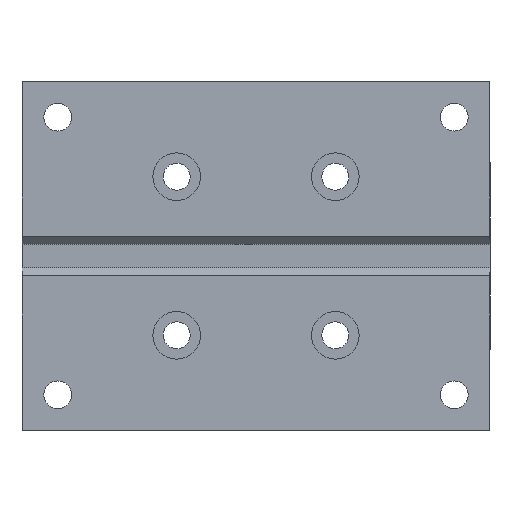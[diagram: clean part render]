
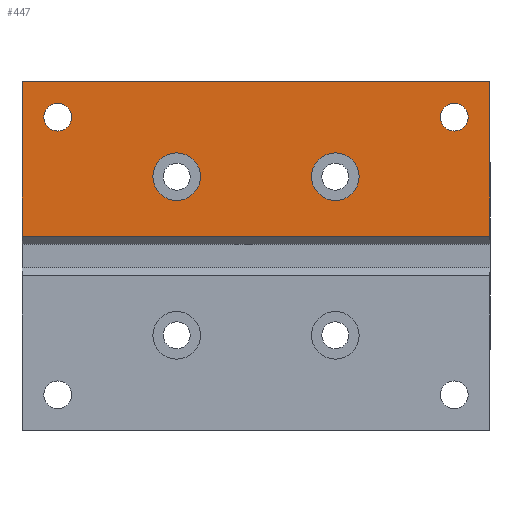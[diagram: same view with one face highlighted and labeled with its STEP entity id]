
A CAD part, left-side view. The second image highlights one B-rep face of the part: STEP entity #447.
In plain terms, the highlighted planar face has unit normal (-1, 0, 0).
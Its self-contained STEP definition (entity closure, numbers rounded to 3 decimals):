
#8 = CIRCLE ( 'NONE', #2701, 3. ) ;
#14 = AXIS2_PLACEMENT_3D ( 'NONE', #2133, #3528, #935 ) ;
#49 = DIRECTION ( 'NONE',  ( 0., 0., -1. ) ) ;
#52 = EDGE_CURVE ( 'NONE', #3325, #1675, #61, .T. ) ;
#61 = LINE ( 'NONE', #1829, #2236 ) ;
#63 = CARTESIAN_POINT ( 'NONE',  ( 0., 39.5, -12. ) ) ;
#100 = DIRECTION ( 'NONE',  ( 0., 0., 1. ) ) ;
#130 = CIRCLE ( 'NONE', #3466, 1.75 ) ;
#157 = EDGE_CURVE ( 'NONE', #3157, #2529, #1997, .T. ) ;
#181 = DIRECTION ( 'NONE',  ( 0., 0., -1. ) ) ;
#207 = DIRECTION ( 'NONE',  ( 0., 0., -1. ) ) ;
#233 = AXIS2_PLACEMENT_3D ( 'NONE', #2390, #2627, #3255 ) ;
#243 = EDGE_LOOP ( 'NONE', ( #3081, #277 ) ) ;
#277 = ORIENTED_EDGE ( 'NONE', *, *, #1047, .T. ) ;
#293 = AXIS2_PLACEMENT_3D ( 'NONE', #2780, #3326, #207 ) ;
#318 = CARTESIAN_POINT ( 'NONE',  ( 0., 59., 0. ) ) ;
#331 = CARTESIAN_POINT ( 'NONE',  ( 0., 54.5, -4.5 ) ) ;
#347 = FACE_BOUND ( 'NONE', #1669, .T. ) ;
#447 = ADVANCED_FACE ( 'NONE', ( #1176, #892, #2029, #628, #347 ), #1497, .F. ) ;
#453 = EDGE_CURVE ( 'NONE', #1398, #3234, #1691, .T. ) ;
#456 = CARTESIAN_POINT ( 'NONE',  ( 0., 39.5, -15. ) ) ;
#548 = VECTOR ( 'NONE', #181, 1000. ) ;
#609 = EDGE_CURVE ( 'NONE', #2844, #3325, #1954, .T. ) ;
#628 = FACE_OUTER_BOUND ( 'NONE', #3197, .T. ) ;
#653 = CARTESIAN_POINT ( 'NONE',  ( 0., 0., 0. ) ) ;
#717 = ORIENTED_EDGE ( 'NONE', *, *, #2096, .T. ) ;
#719 = VECTOR ( 'NONE', #3535, 1000. ) ;
#788 = VERTEX_POINT ( 'NONE', #2617 ) ;
#874 = CARTESIAN_POINT ( 'NONE',  ( 0., 54.5, -6.25 ) ) ;
#892 = FACE_BOUND ( 'NONE', #243, .T. ) ;
#935 = DIRECTION ( 'NONE',  ( 0., 0., -1. ) ) ;
#954 = DIRECTION ( 'NONE',  ( 0., 0., 1. ) ) ;
#986 = CARTESIAN_POINT ( 'NONE',  ( 0., 54.5, -4.5 ) ) ;
#1010 = DIRECTION ( 'NONE',  ( 0., 0., -1. ) ) ;
#1013 = DIRECTION ( 'NONE',  ( -1., 0., 0. ) ) ;
#1039 = CARTESIAN_POINT ( 'NONE',  ( 0., 0., 0. ) ) ;
#1047 = EDGE_CURVE ( 'NONE', #3678, #788, #3524, .T. ) ;
#1176 = FACE_BOUND ( 'NONE', #3627, .T. ) ;
#1210 = DIRECTION ( 'NONE',  ( -1., 0., 0. ) ) ;
#1218 = AXIS2_PLACEMENT_3D ( 'NONE', #1310, #1013, #954 ) ;
#1248 = DIRECTION ( 'NONE',  ( 1., 0., 0. ) ) ;
#1249 = LINE ( 'NONE', #1565, #1622 ) ;
#1283 = CARTESIAN_POINT ( 'NONE',  ( 0., 19.5, -15. ) ) ;
#1288 = EDGE_CURVE ( 'NONE', #788, #3678, #2511, .T. ) ;
#1289 = EDGE_CURVE ( 'NONE', #3234, #1398, #2458, .T. ) ;
#1310 = CARTESIAN_POINT ( 'NONE',  ( 0., 39.5, -12. ) ) ;
#1317 = EDGE_CURVE ( 'NONE', #2214, #1675, #1249, .T. ) ;
#1375 = ORIENTED_EDGE ( 'NONE', *, *, #1720, .T. ) ;
#1398 = VERTEX_POINT ( 'NONE', #456 ) ;
#1416 = ORIENTED_EDGE ( 'NONE', *, *, #453, .F. ) ;
#1467 = ORIENTED_EDGE ( 'NONE', *, *, #52, .T. ) ;
#1479 = CARTESIAN_POINT ( 'NONE',  ( 0., 19.5, -12. ) ) ;
#1497 = PLANE ( 'NONE',  #14 ) ;
#1565 = CARTESIAN_POINT ( 'NONE',  ( 0., 0., 0. ) ) ;
#1581 = ORIENTED_EDGE ( 'NONE', *, *, #1317, .F. ) ;
#1622 = VECTOR ( 'NONE', #2373, 1000. ) ;
#1669 = EDGE_LOOP ( 'NONE', ( #2423, #717 ) ) ;
#1675 = VERTEX_POINT ( 'NONE', #2609 ) ;
#1691 = CIRCLE ( 'NONE', #1218, 3. ) ;
#1720 = EDGE_CURVE ( 'NONE', #2214, #2844, #2403, .T. ) ;
#1829 = CARTESIAN_POINT ( 'NONE',  ( 0., 0., -19.5 ) ) ;
#1844 = EDGE_LOOP ( 'NONE', ( #1946, #2269 ) ) ;
#1884 = EDGE_CURVE ( 'NONE', #2692, #3637, #8, .T. ) ;
#1944 = CARTESIAN_POINT ( 'NONE',  ( 0., 19.5, -12. ) ) ;
#1946 = ORIENTED_EDGE ( 'NONE', *, *, #2092, .T. ) ;
#1954 = LINE ( 'NONE', #2454, #548 ) ;
#1997 = CIRCLE ( 'NONE', #3364, 1.75 ) ;
#2029 = FACE_BOUND ( 'NONE', #1844, .T. ) ;
#2075 = DIRECTION ( 'NONE',  ( 1., 0., 0. ) ) ;
#2092 = EDGE_CURVE ( 'NONE', #2529, #3157, #130, .T. ) ;
#2096 = EDGE_CURVE ( 'NONE', #3637, #2692, #2281, .T. ) ;
#2100 = ORIENTED_EDGE ( 'NONE', *, *, #609, .T. ) ;
#2133 = CARTESIAN_POINT ( 'NONE',  ( 0., 0., 0. ) ) ;
#2206 = CARTESIAN_POINT ( 'NONE',  ( 0., 19.5, -9. ) ) ;
#2214 = VERTEX_POINT ( 'NONE', #1039 ) ;
#2236 = VECTOR ( 'NONE', #3237, 1000. ) ;
#2269 = ORIENTED_EDGE ( 'NONE', *, *, #157, .T. ) ;
#2281 = CIRCLE ( 'NONE', #3347, 3. ) ;
#2373 = DIRECTION ( 'NONE',  ( 0., 0., -1. ) ) ;
#2390 = CARTESIAN_POINT ( 'NONE',  ( 0., 4.5, -4.5 ) ) ;
#2403 = LINE ( 'NONE', #653, #719 ) ;
#2420 = CARTESIAN_POINT ( 'NONE',  ( 0., 4.5, -6.25 ) ) ;
#2423 = ORIENTED_EDGE ( 'NONE', *, *, #1884, .T. ) ;
#2454 = CARTESIAN_POINT ( 'NONE',  ( 0., 59., 0. ) ) ;
#2458 = CIRCLE ( 'NONE', #2806, 3. ) ;
#2504 = DIRECTION ( 'NONE',  ( 1., 0., 0. ) ) ;
#2511 = CIRCLE ( 'NONE', #233, 1.75 ) ;
#2529 = VERTEX_POINT ( 'NONE', #2708 ) ;
#2545 = DIRECTION ( 'NONE',  ( 0., 0., -1. ) ) ;
#2609 = CARTESIAN_POINT ( 'NONE',  ( 0., 0., -19.5 ) ) ;
#2617 = CARTESIAN_POINT ( 'NONE',  ( 0., 4.5, -2.75 ) ) ;
#2619 = DIRECTION ( 'NONE',  ( 1., 0., 0. ) ) ;
#2620 = CARTESIAN_POINT ( 'NONE',  ( 0., 59., -19.5 ) ) ;
#2627 = DIRECTION ( 'NONE',  ( 1., 0., 0. ) ) ;
#2651 = ORIENTED_EDGE ( 'NONE', *, *, #1289, .F. ) ;
#2692 = VERTEX_POINT ( 'NONE', #2206 ) ;
#2701 = AXIS2_PLACEMENT_3D ( 'NONE', #1944, #2504, #2545 ) ;
#2708 = CARTESIAN_POINT ( 'NONE',  ( 0., 54.5, -2.75 ) ) ;
#2780 = CARTESIAN_POINT ( 'NONE',  ( 0., 4.5, -4.5 ) ) ;
#2806 = AXIS2_PLACEMENT_3D ( 'NONE', #63, #1210, #100 ) ;
#2844 = VERTEX_POINT ( 'NONE', #318 ) ;
#3081 = ORIENTED_EDGE ( 'NONE', *, *, #1288, .T. ) ;
#3157 = VERTEX_POINT ( 'NONE', #874 ) ;
#3197 = EDGE_LOOP ( 'NONE', ( #2100, #1467, #1581, #1375 ) ) ;
#3234 = VERTEX_POINT ( 'NONE', #3690 ) ;
#3237 = DIRECTION ( 'NONE',  ( 0., -1., 0. ) ) ;
#3254 = DIRECTION ( 'NONE',  ( 0., 0., -1. ) ) ;
#3255 = DIRECTION ( 'NONE',  ( 0., 0., -1. ) ) ;
#3325 = VERTEX_POINT ( 'NONE', #2620 ) ;
#3326 = DIRECTION ( 'NONE',  ( 1., 0., 0. ) ) ;
#3347 = AXIS2_PLACEMENT_3D ( 'NONE', #1479, #2619, #49 ) ;
#3364 = AXIS2_PLACEMENT_3D ( 'NONE', #986, #1248, #3254 ) ;
#3466 = AXIS2_PLACEMENT_3D ( 'NONE', #331, #2075, #1010 ) ;
#3524 = CIRCLE ( 'NONE', #293, 1.75 ) ;
#3528 = DIRECTION ( 'NONE',  ( 1., 0., 0. ) ) ;
#3535 = DIRECTION ( 'NONE',  ( 0., 1., 0. ) ) ;
#3627 = EDGE_LOOP ( 'NONE', ( #2651, #1416 ) ) ;
#3637 = VERTEX_POINT ( 'NONE', #1283 ) ;
#3678 = VERTEX_POINT ( 'NONE', #2420 ) ;
#3690 = CARTESIAN_POINT ( 'NONE',  ( 0., 39.5, -9. ) ) ;
